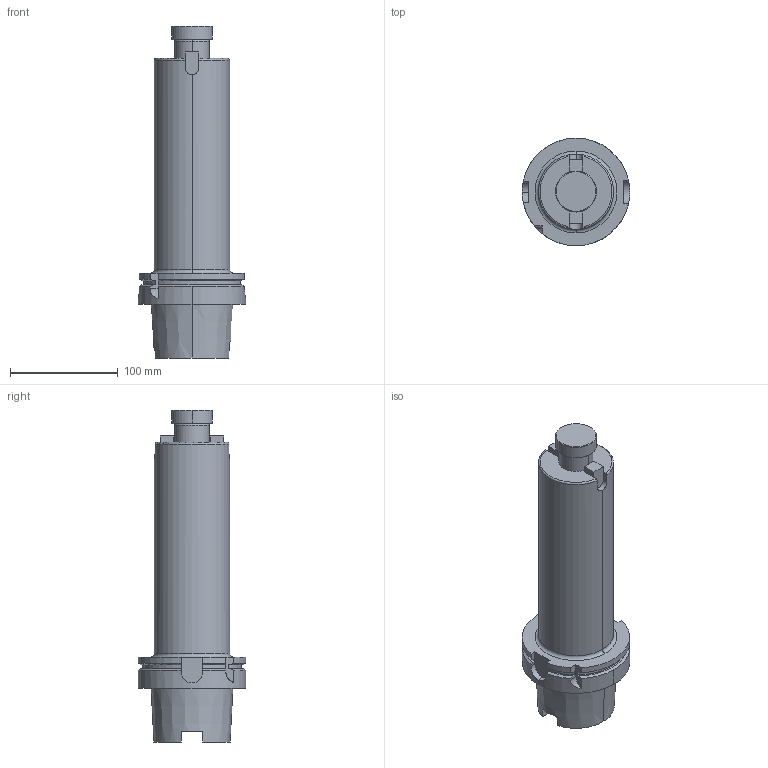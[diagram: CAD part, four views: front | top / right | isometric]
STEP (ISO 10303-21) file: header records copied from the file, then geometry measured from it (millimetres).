
FILE_DESCRIPTION (( 'STEP AP203' ), '1' );
FILE_NAME ('STP-SATE-95905-9.STEP', '2021-05-19T07:36:47', ( '' ), ( '' ), 'SwSTEP 2.0', 'SolidWorks 2017', '' );
FILE_SCHEMA (( 'CONFIG_CONTROL_DESIGN' ));
Length unit declared in the file: millimetre
Products named in the file (1): STP-SATE-95905-9
Bounding box: 100 x 100 x 308.75 mm (x, y, z)
Volume: 1048105.7 mm3; surface area: 103051.3 mm2
Topology: 4 solids, 4 shells, 114 faces, 283 edges, 182 vertices
Faces by surface type: plane 47, cylinder 41, cone 16, torus 10
Entity records: 3829 total; most frequent: CARTESIAN_POINT 1012, DIRECTION 588, ORIENTED_EDGE 566, EDGE_CURVE 283, AXIS2_PLACEMENT_3D 226, VERTEX_POINT 182, VECTOR 136, LINE 136
